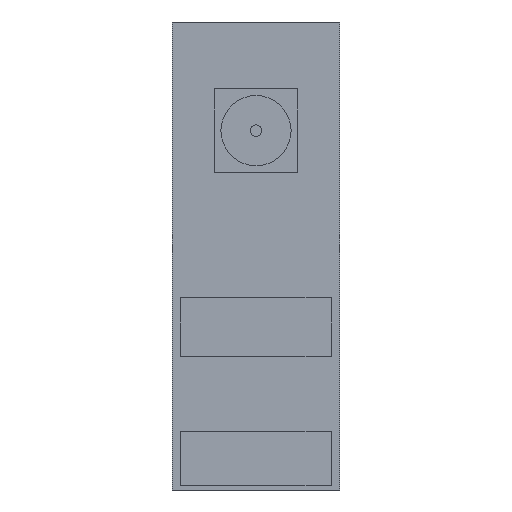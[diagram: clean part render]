
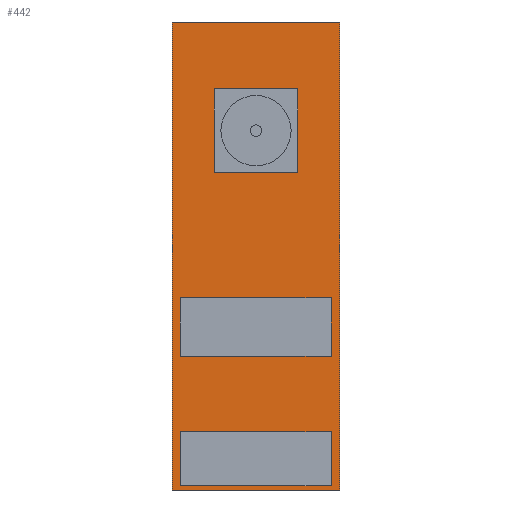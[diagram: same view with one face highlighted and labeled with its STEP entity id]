
A CAD part, front view. The second image highlights one B-rep face of the part: STEP entity #442.
In plain terms, the highlighted planar face has unit normal (0, -1, 0).
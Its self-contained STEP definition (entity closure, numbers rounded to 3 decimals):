
#3 = CARTESIAN_POINT ( 'NONE',  ( 6.368, 0., 1.15 ) ) ;
#15 = VECTOR ( 'NONE', #639, 1000. ) ;
#21 = CARTESIAN_POINT ( 'NONE',  ( -12.624, 0., 34.15 ) ) ;
#30 = CARTESIAN_POINT ( 'NONE',  ( 6.368, 0., -14.85 ) ) ;
#71 = DIRECTION ( 'NONE',  ( 1., 0., 0. ) ) ;
#76 = EDGE_CURVE ( 'NONE', #614, #1246, #1254, .T. ) ;
#82 = VECTOR ( 'NONE', #1277, 1000. ) ;
#83 = CARTESIAN_POINT ( 'NONE',  ( -11.683, 0., -14.85 ) ) ;
#91 = CARTESIAN_POINT ( 'NONE',  ( 7.376, 0., -21.85 ) ) ;
#108 = CARTESIAN_POINT ( 'NONE',  ( -7.624, 0., 26.15 ) ) ;
#115 = EDGE_CURVE ( 'NONE', #169, #369, #902, .T. ) ;
#125 = CARTESIAN_POINT ( 'NONE',  ( 6.368, 0., -5.85 ) ) ;
#139 = LINE ( 'NONE', #83, #896 ) ;
#155 = CARTESIAN_POINT ( 'NONE',  ( -12.624, 0., -21.85 ) ) ;
#156 = VERTEX_POINT ( 'NONE', #208 ) ;
#157 = EDGE_CURVE ( 'NONE', #1242, #614, #491, .T. ) ;
#158 = VERTEX_POINT ( 'NONE', #618 ) ;
#159 = CARTESIAN_POINT ( 'NONE',  ( -7.624, 0., 26.15 ) ) ;
#160 = EDGE_CURVE ( 'NONE', #369, #1016, #191, .T. ) ;
#169 = VERTEX_POINT ( 'NONE', #549 ) ;
#176 = FACE_OUTER_BOUND ( 'NONE', #512, .T. ) ;
#191 = LINE ( 'NONE', #563, #636 ) ;
#201 = VECTOR ( 'NONE', #857, 1000. ) ;
#206 = VECTOR ( 'NONE', #780, 1000. ) ;
#208 = CARTESIAN_POINT ( 'NONE',  ( -11.683, 0., -21.35 ) ) ;
#218 = VECTOR ( 'NONE', #752, 1000. ) ;
#227 = VECTOR ( 'NONE', #458, 1000. ) ;
#243 = CARTESIAN_POINT ( 'NONE',  ( 6.368, 0., -21.35 ) ) ;
#246 = LINE ( 'NONE', #159, #777 ) ;
#261 = VERTEX_POINT ( 'NONE', #243 ) ;
#262 = FACE_BOUND ( 'NONE', #290, .T. ) ;
#286 = VERTEX_POINT ( 'NONE', #30 ) ;
#290 = EDGE_LOOP ( 'NONE', ( #1273, #699, #986, #1233 ) ) ;
#361 = LINE ( 'NONE', #1052, #927 ) ;
#366 = EDGE_LOOP ( 'NONE', ( #1365, #740, #1342, #452 ) ) ;
#369 = VERTEX_POINT ( 'NONE', #125 ) ;
#388 = VECTOR ( 'NONE', #1341, 1000. ) ;
#390 = VECTOR ( 'NONE', #747, 1000. ) ;
#400 = VERTEX_POINT ( 'NONE', #108 ) ;
#413 = CARTESIAN_POINT ( 'NONE',  ( -11.683, 0., -5.85 ) ) ;
#421 = DIRECTION ( 'NONE',  ( -1., 0., 0. ) ) ;
#426 = CARTESIAN_POINT ( 'NONE',  ( 6.368, 0., -14.85 ) ) ;
#436 = VERTEX_POINT ( 'NONE', #454 ) ;
#442 = ADVANCED_FACE ( 'NONE', ( #1062, #176, #262, #789 ), #566, .F. ) ;
#452 = ORIENTED_EDGE ( 'NONE', *, *, #923, .F. ) ;
#454 = CARTESIAN_POINT ( 'NONE',  ( 2.376, 0., 26.15 ) ) ;
#458 = DIRECTION ( 'NONE',  ( 0., 0., -1. ) ) ;
#459 = LINE ( 'NONE', #862, #218 ) ;
#460 = DIRECTION ( 'NONE',  ( 0., 1., 0. ) ) ;
#462 = AXIS2_PLACEMENT_3D ( 'NONE', #1109, #460, #1324 ) ;
#481 = LINE ( 'NONE', #543, #15 ) ;
#491 = LINE ( 'NONE', #91, #82 ) ;
#499 = LINE ( 'NONE', #1307, #206 ) ;
#512 = EDGE_LOOP ( 'NONE', ( #892, #619, #1317, #807 ) ) ;
#517 = CARTESIAN_POINT ( 'NONE',  ( -11.683, 0., -21.35 ) ) ;
#532 = VECTOR ( 'NONE', #739, 1000. ) ;
#543 = CARTESIAN_POINT ( 'NONE',  ( -11.683, 0., 1.15 ) ) ;
#549 = CARTESIAN_POINT ( 'NONE',  ( -11.683, 0., -5.85 ) ) ;
#563 = CARTESIAN_POINT ( 'NONE',  ( 6.368, 0., 1.15 ) ) ;
#566 = PLANE ( 'NONE',  #462 ) ;
#605 = CARTESIAN_POINT ( 'NONE',  ( -12.624, 0., 34.15 ) ) ;
#611 = CARTESIAN_POINT ( 'NONE',  ( 7.376, 0., 34.15 ) ) ;
#614 = VERTEX_POINT ( 'NONE', #1122 ) ;
#618 = CARTESIAN_POINT ( 'NONE',  ( -11.683, 0., -14.85 ) ) ;
#619 = ORIENTED_EDGE ( 'NONE', *, *, #76, .F. ) ;
#626 = EDGE_CURVE ( 'NONE', #158, #156, #459, .T. ) ;
#630 = CARTESIAN_POINT ( 'NONE',  ( -12.624, 0., -21.85 ) ) ;
#636 = VECTOR ( 'NONE', #872, 1000. ) ;
#639 = DIRECTION ( 'NONE',  ( -1., 0., 0. ) ) ;
#683 = LINE ( 'NONE', #426, #201 ) ;
#687 = LINE ( 'NONE', #21, #1327 ) ;
#693 = ORIENTED_EDGE ( 'NONE', *, *, #706, .F. ) ;
#699 = ORIENTED_EDGE ( 'NONE', *, *, #709, .F. ) ;
#706 = EDGE_CURVE ( 'NONE', #1016, #1397, #481, .T. ) ;
#709 = EDGE_CURVE ( 'NONE', #286, #158, #139, .T. ) ;
#719 = LINE ( 'NONE', #517, #532 ) ;
#734 = ORIENTED_EDGE ( 'NONE', *, *, #1136, .F. ) ;
#739 = DIRECTION ( 'NONE',  ( 1., 0., 0. ) ) ;
#740 = ORIENTED_EDGE ( 'NONE', *, *, #1237, .F. ) ;
#747 = DIRECTION ( 'NONE',  ( -1., 0., 0. ) ) ;
#752 = DIRECTION ( 'NONE',  ( 0., 0., -1. ) ) ;
#763 = ORIENTED_EDGE ( 'NONE', *, *, #115, .F. ) ;
#777 = VECTOR ( 'NONE', #937, 1000. ) ;
#780 = DIRECTION ( 'NONE',  ( 0., 0., 1. ) ) ;
#789 = FACE_BOUND ( 'NONE', #366, .T. ) ;
#792 = DIRECTION ( 'NONE',  ( 1., 0., 0. ) ) ;
#807 = ORIENTED_EDGE ( 'NONE', *, *, #1055, .F. ) ;
#857 = DIRECTION ( 'NONE',  ( 0., 0., 1. ) ) ;
#862 = CARTESIAN_POINT ( 'NONE',  ( -11.683, 0., -14.85 ) ) ;
#870 = DIRECTION ( 'NONE',  ( 0., 0., -1. ) ) ;
#872 = DIRECTION ( 'NONE',  ( 0., 0., 1. ) ) ;
#892 = ORIENTED_EDGE ( 'NONE', *, *, #1213, .F. ) ;
#896 = VECTOR ( 'NONE', #421, 1000. ) ;
#902 = LINE ( 'NONE', #413, #1256 ) ;
#911 = LINE ( 'NONE', #155, #388 ) ;
#921 = EDGE_CURVE ( 'NONE', #156, #261, #719, .T. ) ;
#923 = EDGE_CURVE ( 'NONE', #1383, #1264, #361, .T. ) ;
#927 = VECTOR ( 'NONE', #1097, 1000. ) ;
#937 = DIRECTION ( 'NONE',  ( -1., 0., 0. ) ) ;
#963 = CARTESIAN_POINT ( 'NONE',  ( -7.624, 0., 16.15 ) ) ;
#986 = ORIENTED_EDGE ( 'NONE', *, *, #1372, .F. ) ;
#995 = CARTESIAN_POINT ( 'NONE',  ( -7.624, 0., 16.15 ) ) ;
#997 = EDGE_CURVE ( 'NONE', #1264, #436, #499, .T. ) ;
#1016 = VERTEX_POINT ( 'NONE', #3 ) ;
#1029 = EDGE_LOOP ( 'NONE', ( #734, #693, #1293, #763 ) ) ;
#1050 = CARTESIAN_POINT ( 'NONE',  ( 2.376, 0., 16.15 ) ) ;
#1052 = CARTESIAN_POINT ( 'NONE',  ( -7.624, 0., 16.15 ) ) ;
#1055 = EDGE_CURVE ( 'NONE', #1265, #1242, #687, .T. ) ;
#1062 = FACE_BOUND ( 'NONE', #1029, .T. ) ;
#1082 = CARTESIAN_POINT ( 'NONE',  ( -11.683, 0., 1.15 ) ) ;
#1097 = DIRECTION ( 'NONE',  ( 1., 0., 0. ) ) ;
#1109 = CARTESIAN_POINT ( 'NONE',  ( 0., 0., 0. ) ) ;
#1122 = CARTESIAN_POINT ( 'NONE',  ( 7.376, 0., -21.85 ) ) ;
#1133 = EDGE_CURVE ( 'NONE', #400, #1383, #1155, .T. ) ;
#1136 = EDGE_CURVE ( 'NONE', #1397, #169, #1353, .T. ) ;
#1155 = LINE ( 'NONE', #995, #1253 ) ;
#1179 = CARTESIAN_POINT ( 'NONE',  ( -11.683, 0., 1.15 ) ) ;
#1213 = EDGE_CURVE ( 'NONE', #1246, #1265, #911, .T. ) ;
#1233 = ORIENTED_EDGE ( 'NONE', *, *, #921, .F. ) ;
#1237 = EDGE_CURVE ( 'NONE', #436, #400, #246, .T. ) ;
#1242 = VERTEX_POINT ( 'NONE', #611 ) ;
#1246 = VERTEX_POINT ( 'NONE', #1375 ) ;
#1253 = VECTOR ( 'NONE', #870, 1000. ) ;
#1254 = LINE ( 'NONE', #630, #390 ) ;
#1256 = VECTOR ( 'NONE', #71, 1000. ) ;
#1264 = VERTEX_POINT ( 'NONE', #1050 ) ;
#1265 = VERTEX_POINT ( 'NONE', #605 ) ;
#1273 = ORIENTED_EDGE ( 'NONE', *, *, #626, .F. ) ;
#1277 = DIRECTION ( 'NONE',  ( 0., 0., -1. ) ) ;
#1293 = ORIENTED_EDGE ( 'NONE', *, *, #160, .F. ) ;
#1307 = CARTESIAN_POINT ( 'NONE',  ( 2.376, 0., 16.15 ) ) ;
#1317 = ORIENTED_EDGE ( 'NONE', *, *, #157, .F. ) ;
#1324 = DIRECTION ( 'NONE',  ( 0., 0., 1. ) ) ;
#1327 = VECTOR ( 'NONE', #792, 1000. ) ;
#1341 = DIRECTION ( 'NONE',  ( 0., 0., 1. ) ) ;
#1342 = ORIENTED_EDGE ( 'NONE', *, *, #997, .F. ) ;
#1353 = LINE ( 'NONE', #1179, #227 ) ;
#1365 = ORIENTED_EDGE ( 'NONE', *, *, #1133, .F. ) ;
#1372 = EDGE_CURVE ( 'NONE', #261, #286, #683, .T. ) ;
#1375 = CARTESIAN_POINT ( 'NONE',  ( -12.624, 0., -21.85 ) ) ;
#1383 = VERTEX_POINT ( 'NONE', #963 ) ;
#1397 = VERTEX_POINT ( 'NONE', #1082 ) ;
